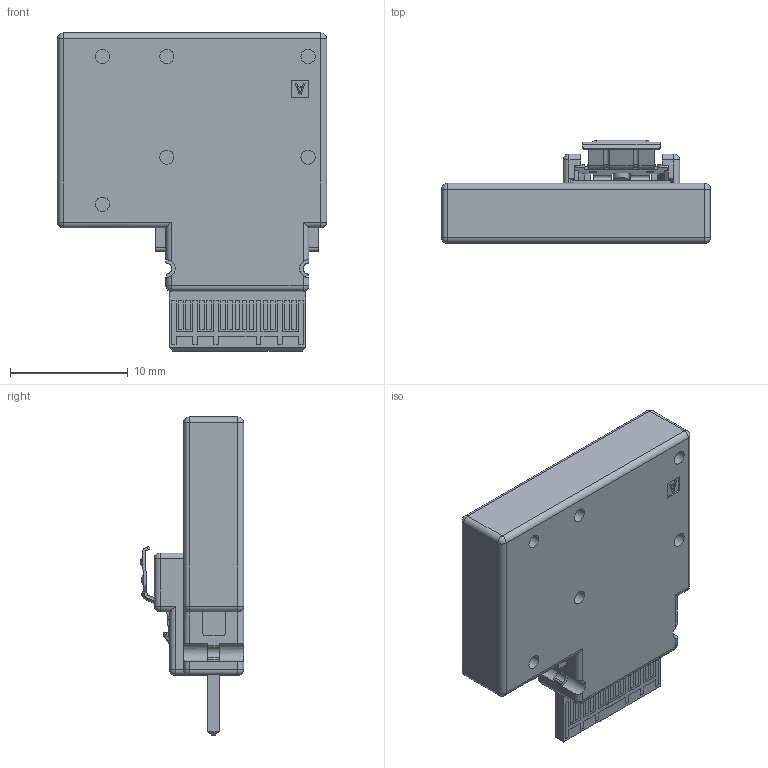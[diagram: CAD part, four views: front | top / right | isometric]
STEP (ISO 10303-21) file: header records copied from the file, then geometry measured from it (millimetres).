
FILE_DESCRIPTION((''),'2;1');
FILE_NAME('S-72804-02001-001','2021-02-08T',('t01395'),(''),'PRO/ENGINEER BY PARAMETRIC TECHNOLOGY CORPORATION, 2007450','PRO/ENGINEER BY PARAMETRIC TECHNOLOGY CORPORATION, 2007450','');
FILE_SCHEMA(('CONFIG_CONTROL_DESIGN'));
Length unit declared in the file: millimetre
Products named in the file (1): S-72804-02001-001
Bounding box: 22.85 x 8.78 x 27 mm (x, y, z)
Volume: 2370.8 mm3; surface area: 1816.2 mm2
Topology: 1 solids, 1 shells, 671 faces, 1807 edges, 1144 vertices
Faces by surface type: plane 436, cylinder 181, sphere 42, bspline 8, torus 4
Entity records: 21680 total; most frequent: CARTESIAN_POINT 4804, ORIENTED_EDGE 3532, DIRECTION 3444, EDGE_CURVE 1766, VECTOR 1324, LINE 1324, VERTEX_POINT 1144, AXIS2_PLACEMENT_3D 1060
